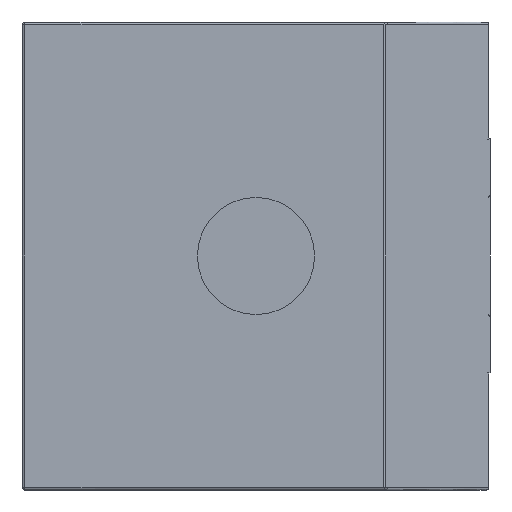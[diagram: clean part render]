
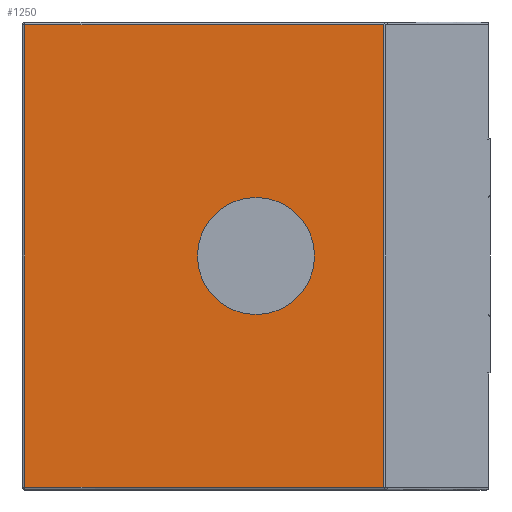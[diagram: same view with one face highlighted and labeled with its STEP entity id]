
A CAD part, front view. The second image highlights one B-rep face of the part: STEP entity #1250.
In plain terms, the highlighted planar face has unit normal (0, -1, 0).
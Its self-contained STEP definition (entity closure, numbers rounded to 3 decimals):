
#11 = DIRECTION ( 'NONE',  ( 0., 0., -1. ) ) ;
#50 = CARTESIAN_POINT ( 'NONE',  ( -100.33, 50., -100.33 ) ) ;
#51 = DIRECTION ( 'NONE',  ( 0., 0., -1. ) ) ;
#53 = CARTESIAN_POINT ( 'NONE',  ( 55.314, 50., 33.443 ) ) ;
#54 = LINE ( 'NONE', #138, #785 ) ;
#78 = EDGE_CURVE ( 'NONE', #1068, #790, #748, .T. ) ;
#138 = CARTESIAN_POINT ( 'NONE',  ( 0., 50., -100.33 ) ) ;
#157 = ORIENTED_EDGE ( 'NONE', *, *, #608, .T. ) ;
#273 = DIRECTION ( 'NONE',  ( 1., 0., 0. ) ) ;
#282 = AXIS2_PLACEMENT_3D ( 'NONE', #731, #620, #969 ) ;
#286 = CARTESIAN_POINT ( 'NONE',  ( 55.314, 50., -33.443 ) ) ;
#297 = LINE ( 'NONE', #482, #1135 ) ;
#323 = CARTESIAN_POINT ( 'NONE',  ( 0., 50., -25.4 ) ) ;
#444 = EDGE_LOOP ( 'NONE', ( #720, #544 ) ) ;
#479 = DIRECTION ( 'NONE',  ( 0., 0., 1. ) ) ;
#482 = CARTESIAN_POINT ( 'NONE',  ( -101.6, 50., 100.33 ) ) ;
#484 = CARTESIAN_POINT ( 'NONE',  ( 0., 50., 0. ) ) ;
#500 = CARTESIAN_POINT ( 'NONE',  ( 0., 50., 25.4 ) ) ;
#532 = VERTEX_POINT ( 'NONE', #1202 ) ;
#539 = FACE_BOUND ( 'NONE', #444, .T. ) ;
#544 = ORIENTED_EDGE ( 'NONE', *, *, #899, .T. ) ;
#547 = ORIENTED_EDGE ( 'NONE', *, *, #826, .T. ) ;
#608 = EDGE_CURVE ( 'NONE', #532, #1049, #1456, .T. ) ;
#616 = FACE_OUTER_BOUND ( 'NONE', #1123, .T. ) ;
#617 = CIRCLE ( 'NONE', #282, 25.4 ) ;
#620 = DIRECTION ( 'NONE',  ( 0., 1., 0. ) ) ;
#720 = ORIENTED_EDGE ( 'NONE', *, *, #1364, .T. ) ;
#731 = CARTESIAN_POINT ( 'NONE',  ( 0., 50., 0. ) ) ;
#739 = ORIENTED_EDGE ( 'NONE', *, *, #974, .T. ) ;
#748 = B_SPLINE_CURVE_WITH_KNOTS ( 'NONE', 3,
 ( #1338, #286, #53, #1230 ),
 .UNSPECIFIED., .F., .F.,
 ( 4, 4 ),
 ( 0., 1. ),
 .UNSPECIFIED. ) ;
#772 = VECTOR ( 'NONE', #51, 1000. ) ;
#785 = VECTOR ( 'NONE', #273, 1000. ) ;
#790 = VERTEX_POINT ( 'NONE', #1491 ) ;
#800 = AXIS2_PLACEMENT_3D ( 'NONE', #484, #1320, #11 ) ;
#826 = EDGE_CURVE ( 'NONE', #790, #532, #297, .T. ) ;
#899 = EDGE_CURVE ( 'NONE', #967, #1258, #617, .T. ) ;
#934 = DIRECTION ( 'NONE',  ( 0., 1., 0. ) ) ;
#942 = DIRECTION ( 'NONE',  ( -1., 0., 0. ) ) ;
#967 = VERTEX_POINT ( 'NONE', #500 ) ;
#969 = DIRECTION ( 'NONE',  ( 0., 0., 1. ) ) ;
#974 = EDGE_CURVE ( 'NONE', #1049, #1068, #54, .T. ) ;
#1022 = CARTESIAN_POINT ( 'NONE',  ( 0., 50., 0. ) ) ;
#1049 = VERTEX_POINT ( 'NONE', #50 ) ;
#1068 = VERTEX_POINT ( 'NONE', #1108 ) ;
#1078 = ORIENTED_EDGE ( 'NONE', *, *, #78, .T. ) ;
#1108 = CARTESIAN_POINT ( 'NONE',  ( 55.314, 50., -100.33 ) ) ;
#1123 = EDGE_LOOP ( 'NONE', ( #739, #1078, #547, #157 ) ) ;
#1135 = VECTOR ( 'NONE', #942, 1000. ) ;
#1169 = CIRCLE ( 'NONE', #1263, 25.4 ) ;
#1198 = PLANE ( 'NONE',  #800 ) ;
#1202 = CARTESIAN_POINT ( 'NONE',  ( -100.33, 50., 100.33 ) ) ;
#1230 = CARTESIAN_POINT ( 'NONE',  ( 55.314, 50., 100.33 ) ) ;
#1250 = ADVANCED_FACE ( 'NONE', ( #539, #616 ), #1198, .T. ) ;
#1258 = VERTEX_POINT ( 'NONE', #323 ) ;
#1263 = AXIS2_PLACEMENT_3D ( 'NONE', #1022, #934, #479 ) ;
#1320 = DIRECTION ( 'NONE',  ( 0., -1., 0. ) ) ;
#1338 = CARTESIAN_POINT ( 'NONE',  ( 55.314, 50., -100.33 ) ) ;
#1364 = EDGE_CURVE ( 'NONE', #1258, #967, #1169, .T. ) ;
#1456 = LINE ( 'NONE', #1460, #772 ) ;
#1460 = CARTESIAN_POINT ( 'NONE',  ( -100.33, 50., 0. ) ) ;
#1491 = CARTESIAN_POINT ( 'NONE',  ( 55.314, 50., 100.33 ) ) ;
